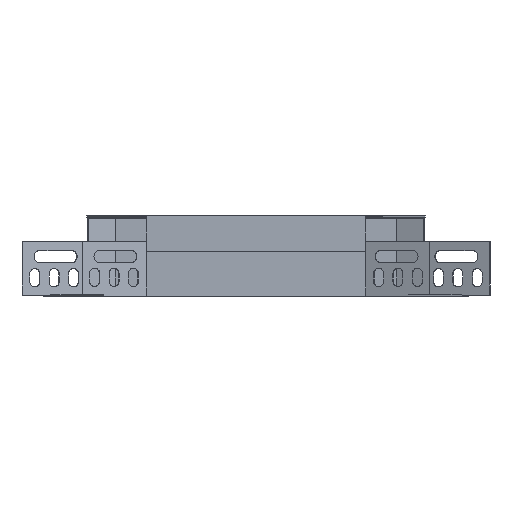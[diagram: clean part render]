
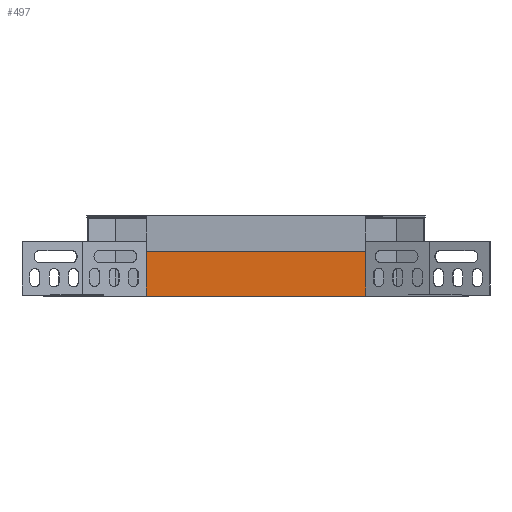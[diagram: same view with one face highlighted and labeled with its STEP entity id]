
A CAD part, top view. The second image highlights one B-rep face of the part: STEP entity #497.
In plain terms, the highlighted planar face has unit normal (0, 0, 1).
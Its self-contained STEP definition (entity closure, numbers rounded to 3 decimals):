
#52 = VERTEX_POINT ( 'NONE', #4256 ) ;
#91 = CARTESIAN_POINT ( 'NONE',  ( 97.208, 188.156, -113.859 ) ) ;
#99 = LINE ( 'NONE', #3558, #3585 ) ;
#497 = ADVANCED_FACE ( 'NONE', ( #6033 ), #2794, .F. ) ;
#550 = CARTESIAN_POINT ( 'NONE',  ( -44.214, 173.156, -113.859 ) ) ;
#937 = CARTESIAN_POINT ( 'NONE',  ( 97.208, 173.156, -113.859 ) ) ;
#962 = AXIS2_PLACEMENT_3D ( 'NONE', #4677, #5176, #3704 ) ;
#968 = LINE ( 'NONE', #2103, #5650 ) ;
#1405 = LINE ( 'NONE', #5780, #3853 ) ;
#1417 = VERTEX_POINT ( 'NONE', #3028 ) ;
#1418 = CARTESIAN_POINT ( 'NONE',  ( 98.339, 138.156, -113.859 ) ) ;
#1814 = VERTEX_POINT ( 'NONE', #937 ) ;
#1825 = EDGE_LOOP ( 'NONE', ( #2297, #3173, #3624, #4355, #4746, #5750 ) ) ;
#1861 = EDGE_CURVE ( 'NONE', #2379, #2710, #968, .T. ) ;
#1945 = VECTOR ( 'NONE', #4164, 1000. ) ;
#1992 = VERTEX_POINT ( 'NONE', #4429 ) ;
#2103 = CARTESIAN_POINT ( 'NONE',  ( -44.214, 188.156, -113.859 ) ) ;
#2297 = ORIENTED_EDGE ( 'NONE', *, *, #3472, .T. ) ;
#2379 = VERTEX_POINT ( 'NONE', #91 ) ;
#2710 = VERTEX_POINT ( 'NONE', #4907 ) ;
#2786 = DIRECTION ( 'NONE',  ( 0., -1., 0. ) ) ;
#2794 = PLANE ( 'NONE',  #962 ) ;
#3028 = CARTESIAN_POINT ( 'NONE',  ( -44.214, 138.156, -113.859 ) ) ;
#3074 = DIRECTION ( 'NONE',  ( 0., -1., 0. ) ) ;
#3144 = DIRECTION ( 'NONE',  ( 0., 1., 0. ) ) ;
#3169 = EDGE_CURVE ( 'NONE', #1814, #2379, #1405, .T. ) ;
#3173 = ORIENTED_EDGE ( 'NONE', *, *, #5991, .T. ) ;
#3370 = DIRECTION ( 'NONE',  ( 0., 1., 0. ) ) ;
#3472 = EDGE_CURVE ( 'NONE', #2710, #52, #99, .T. ) ;
#3558 = CARTESIAN_POINT ( 'NONE',  ( -44.214, 138.956, -113.859 ) ) ;
#3585 = VECTOR ( 'NONE', #3074, 1000. ) ;
#3613 = VECTOR ( 'NONE', #3144, 1000. ) ;
#3624 = ORIENTED_EDGE ( 'NONE', *, *, #5264, .F. ) ;
#3704 = DIRECTION ( 'NONE',  ( -1., 0., 0. ) ) ;
#3853 = VECTOR ( 'NONE', #3370, 1000. ) ;
#4164 = DIRECTION ( 'NONE',  ( -1., 0., 0. ) ) ;
#4256 = CARTESIAN_POINT ( 'NONE',  ( -44.214, 173.156, -113.859 ) ) ;
#4272 = LINE ( 'NONE', #550, #5425 ) ;
#4355 = ORIENTED_EDGE ( 'NONE', *, *, #5909, .T. ) ;
#4429 = CARTESIAN_POINT ( 'NONE',  ( 97.208, 138.156, -113.859 ) ) ;
#4677 = CARTESIAN_POINT ( 'NONE',  ( -44.214, 188.156, -113.859 ) ) ;
#4734 = LINE ( 'NONE', #6051, #3613 ) ;
#4746 = ORIENTED_EDGE ( 'NONE', *, *, #3169, .T. ) ;
#4824 = DIRECTION ( 'NONE',  ( -1., 0., 0. ) ) ;
#4907 = CARTESIAN_POINT ( 'NONE',  ( -44.214, 188.156, -113.859 ) ) ;
#5176 = DIRECTION ( 'NONE',  ( 0., 0., -1. ) ) ;
#5264 = EDGE_CURVE ( 'NONE', #1992, #1417, #5873, .T. ) ;
#5425 = VECTOR ( 'NONE', #2786, 1000. ) ;
#5650 = VECTOR ( 'NONE', #4824, 1000. ) ;
#5750 = ORIENTED_EDGE ( 'NONE', *, *, #1861, .T. ) ;
#5780 = CARTESIAN_POINT ( 'NONE',  ( 97.208, 138.956, -113.859 ) ) ;
#5873 = LINE ( 'NONE', #1418, #1945 ) ;
#5909 = EDGE_CURVE ( 'NONE', #1992, #1814, #4734, .T. ) ;
#5991 = EDGE_CURVE ( 'NONE', #52, #1417, #4272, .T. ) ;
#6033 = FACE_OUTER_BOUND ( 'NONE', #1825, .T. ) ;
#6051 = CARTESIAN_POINT ( 'NONE',  ( 97.208, 138.956, -113.859 ) ) ;
